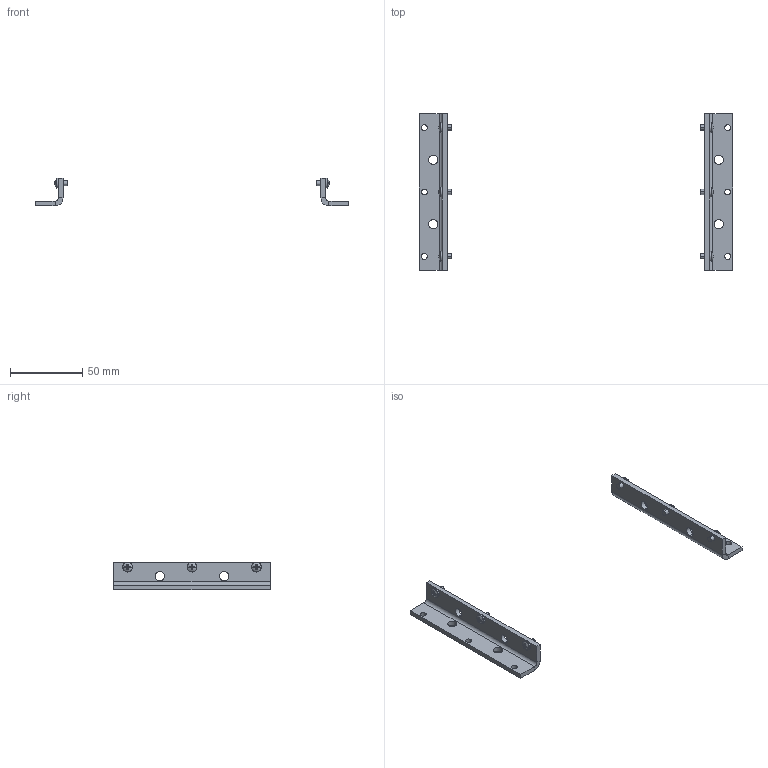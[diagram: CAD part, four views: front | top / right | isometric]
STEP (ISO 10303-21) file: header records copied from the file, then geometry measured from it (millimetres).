
FILE_DESCRIPTION (( 'STEP AP214' ), '1' );
FILE_NAME ('SMK-1 Dimensional.STEP', '2023-11-16T21:36:10', ( '' ), ( '' ), 'SwSTEP 2.0', 'SolidWorks 2022', '' );
FILE_SCHEMA (( 'AUTOMOTIVE_DESIGN' ));
Length unit declared in the file: inch
Products named in the file (4): 306-100711.50; 231-101290.50; 500-001158.50_500-001158.50; SMK-1 Dimensional
Assembly tree (6 placements, depth 3):
  SMK-1 Dimensional
    231-101290.50  x2
      306-100711.50
      500-001158.50_500-001158.50
Bounding box: 215.9 x 107.95 x 19.18 mm (x, y, z)
Volume: 22768.4 mm3; surface area: 17508.3 mm2
Topology: 8 solids, 8 shells, 206 faces, 476 edges, 292 vertices
Faces by surface type: plane 114, cylinder 68, torus 12, sphere 12
Entity records: 1898 total; most frequent: DIRECTION 346, CARTESIAN_POINT 291, ORIENTED_EDGE 276, AXIS2_PLACEMENT_3D 141, EDGE_CURVE 138, VERTEX_POINT 86, EDGE_LOOP 78, CIRCLE 74
